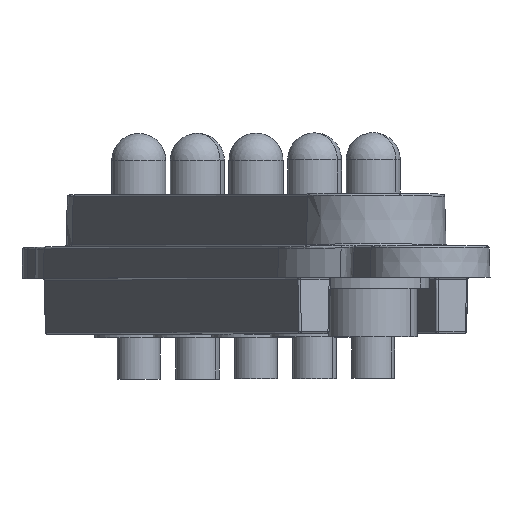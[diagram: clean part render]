
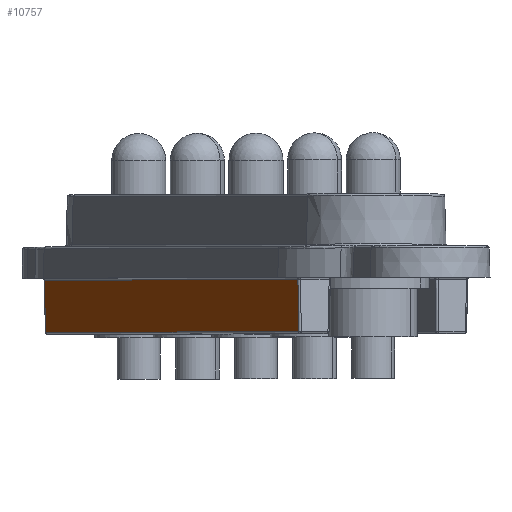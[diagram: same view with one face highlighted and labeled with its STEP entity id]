
A CAD part, top view. The second image highlights one B-rep face of the part: STEP entity #10757.
In plain terms, the highlighted face is planar.
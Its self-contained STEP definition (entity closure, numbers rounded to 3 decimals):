
#328 = CARTESIAN_POINT ( 'NONE',  ( 29.2, -4.4, -2.2 ) ) ;
#361 = VERTEX_POINT ( 'NONE', #10803 ) ;
#415 = CARTESIAN_POINT ( 'NONE',  ( -1.145, -4.445, 0.402 ) ) ;
#2127 = DIRECTION ( 'NONE',  ( 0., -1., -0.017 ) ) ;
#2150 = FACE_OUTER_BOUND ( 'NONE', #5796, .T. ) ;
#2376 = VECTOR ( 'NONE', #6271, 1000. ) ;
#2725 = CARTESIAN_POINT ( 'NONE',  ( 29.2, -4.445, 0.402 ) ) ;
#2861 = EDGE_CURVE ( 'NONE', #8706, #5245, #9217, .T. ) ;
#3104 = DIRECTION ( 'NONE',  ( 0., -0.017, 1. ) ) ;
#3538 = ORIENTED_EDGE ( 'NONE', *, *, #9171, .T. ) ;
#3946 = CARTESIAN_POINT ( 'NONE',  ( 29.102, -4.402, -2.102 ) ) ;
#4134 = PLANE ( 'NONE',  #10690 ) ;
#5233 = DIRECTION ( 'NONE',  ( 0.017, -0.017, 1. ) ) ;
#5245 = VERTEX_POINT ( 'NONE', #3946 ) ;
#5339 = CARTESIAN_POINT ( 'NONE',  ( 29.2, -4.402, -2.102 ) ) ;
#5796 = EDGE_LOOP ( 'NONE', ( #11980, #10481, #11910, #3538 ) ) ;
#6271 = DIRECTION ( 'NONE',  ( 1., 0., 0. ) ) ;
#6396 = CARTESIAN_POINT ( 'NONE',  ( 29.145, -4.445, 0.402 ) ) ;
#6983 = VECTOR ( 'NONE', #5233, 1000. ) ;
#7621 = EDGE_CURVE ( 'NONE', #8442, #361, #8548, .T. ) ;
#8442 = VERTEX_POINT ( 'NONE', #6396 ) ;
#8548 = LINE ( 'NONE', #2725, #11170 ) ;
#8706 = VERTEX_POINT ( 'NONE', #10880 ) ;
#8765 = VECTOR ( 'NONE', #11651, 1000. ) ;
#9171 = EDGE_CURVE ( 'NONE', #361, #8706, #11819, .T. ) ;
#9217 = LINE ( 'NONE', #5339, #2376 ) ;
#9314 = DIRECTION ( 'NONE',  ( -1., 0., 0. ) ) ;
#9953 = EDGE_CURVE ( 'NONE', #5245, #8442, #11509, .T. ) ;
#10481 = ORIENTED_EDGE ( 'NONE', *, *, #9953, .T. ) ;
#10690 = AXIS2_PLACEMENT_3D ( 'NONE', #328, #2127, #3104 ) ;
#10757 = ADVANCED_FACE ( 'NONE', ( #2150 ), #4134, .T. ) ;
#10803 = CARTESIAN_POINT ( 'NONE',  ( -1.145, -4.445, 0.402 ) ) ;
#10880 = CARTESIAN_POINT ( 'NONE',  ( -1.102, -4.402, -2.102 ) ) ;
#11170 = VECTOR ( 'NONE', #9314, 1000. ) ;
#11509 = LINE ( 'NONE', #11750, #6983 ) ;
#11651 = DIRECTION ( 'NONE',  ( 0.017, 0.017, -1. ) ) ;
#11750 = CARTESIAN_POINT ( 'NONE',  ( 29.102, -4.402, -2.102 ) ) ;
#11819 = LINE ( 'NONE', #415, #8765 ) ;
#11910 = ORIENTED_EDGE ( 'NONE', *, *, #7621, .T. ) ;
#11980 = ORIENTED_EDGE ( 'NONE', *, *, #2861, .T. ) ;
